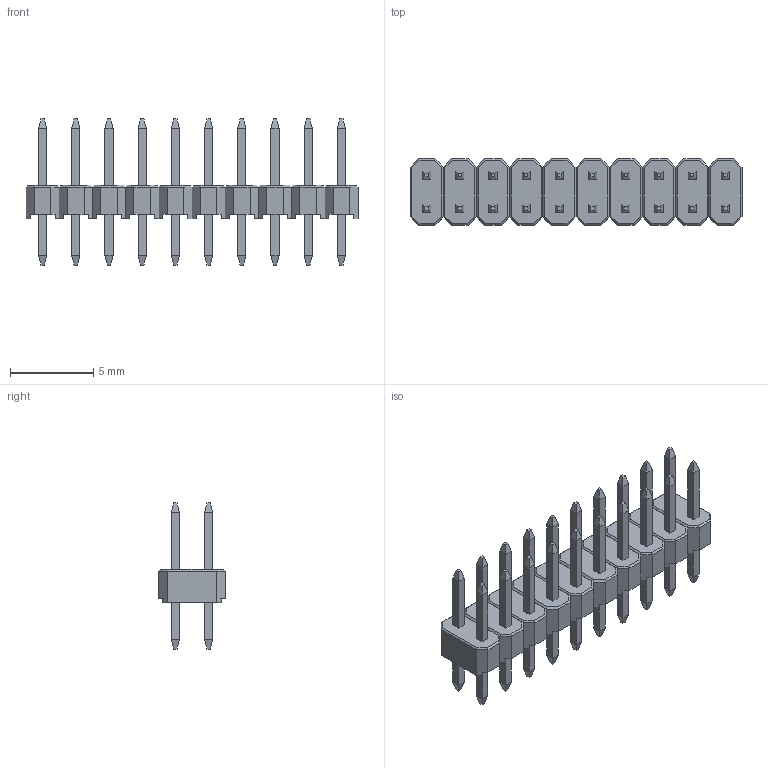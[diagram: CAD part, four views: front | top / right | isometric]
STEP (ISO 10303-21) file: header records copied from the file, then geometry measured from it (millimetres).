
FILE_DESCRIPTION(/* description */ (''),/* implementation_level */ '2;1');
FILE_NAME(/* name */ '',/* time_stamp */ '2023-12-10T16:52:35+08:00',/* author */ (''),/* organization */ (''),/* preprocessor_version */ 'ST-DEVELOPER v19.2',/* originating_system */ 'Autodesk Translation Framework v12.6.0.85',/* authorisation */ '');
FILE_SCHEMA (('AUTOMOTIVE_DESIGN { 1 0 10303 214 3 1 1 }'));
Length unit declared in the file: millimetre
Products named in the file (2): 双排针 间距2.0mm 10*2; 双排针 间距2.0mm 1*2
Assembly tree (10 placements, depth 2):
  双排针 间距2.0mm 10*2
    双排针 间距2.0mm 1*2  x10
Bounding box: 20 x 4 x 8.8 mm (x, y, z)
Volume: 167.3 mm3; surface area: 630.3 mm2
Topology: 10 solids, 10 shells, 580 faces, 1320 edges, 800 vertices
Faces by surface type: plane 580
Entity records: 1725 total; most frequent: CARTESIAN_POINT 282, DIRECTION 272, ORIENTED_EDGE 264, LINE 132, VECTOR 132, EDGE_CURVE 132, VERTEX_POINT 80, AXIS2_PLACEMENT_3D 70
